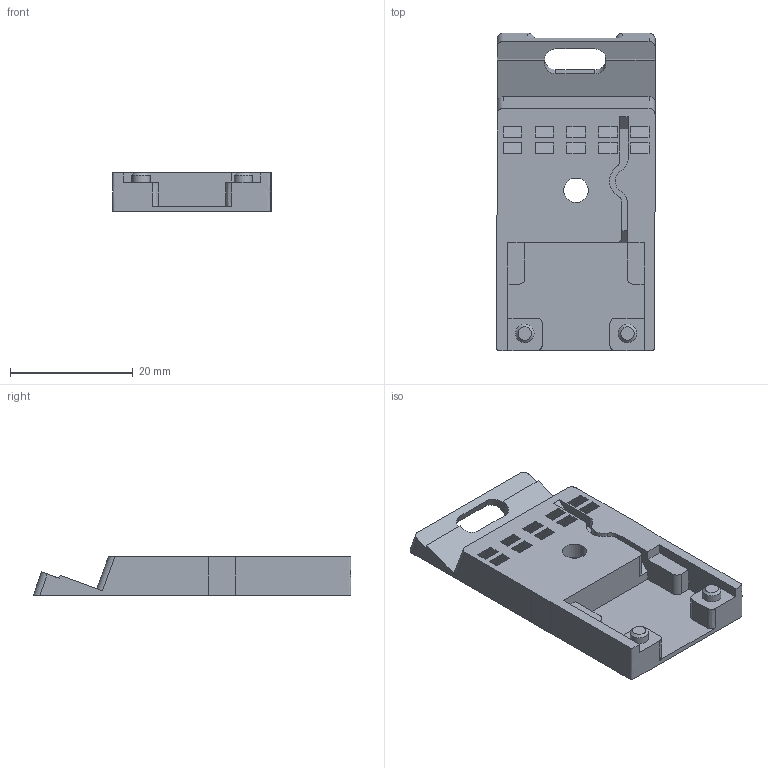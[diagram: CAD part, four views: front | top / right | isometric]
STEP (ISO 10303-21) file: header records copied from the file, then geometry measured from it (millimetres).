
FILE_DESCRIPTION(/* description */ (''),/* implementation_level */ '2;1');
FILE_NAME(/* name */ 'SEN6x IAQ Bottom Shell 1_6mm.step',/* time_stamp */ '2025-05-10T12:28:13+02:00',/* author */ (''),/* organization */ (''),/* preprocessor_version */ 'ST-DEVELOPER v20.1',/* originating_system */ 'Autodesk Translation Framework v14.4.0.0',/* authorisation */ '');
FILE_SCHEMA (('AUTOMOTIVE_DESIGN { 1 0 10303 214 3 1 1 }'));
Length unit declared in the file: millimetre
Products named in the file (2): SEN6x IAQ B0-Sample; Bottom Shell 1.6mm
Assembly tree (1 placements, depth 2):
  SEN6x IAQ B0-Sample
    Bottom Shell 1.6mm
Bounding box: 25.78 x 51.68 x 6.26 mm (x, y, z)
Volume: 4656 mm3; surface area: 4487.3 mm2
Topology: 1 solids, 1 shells, 148 faces, 431 edges, 286 vertices
Faces by surface type: plane 116, cylinder 27, bspline 3, cone 2
Full cylindrical faces by diameter (mm): 3 x2, 4 x1, 6 x1
Entity records: 5137 total; most frequent: CARTESIAN_POINT 1085, ORIENTED_EDGE 862, DIRECTION 773, EDGE_CURVE 431, LINE 345, VECTOR 345, VERTEX_POINT 286, AXIS2_PLACEMENT_3D 214
